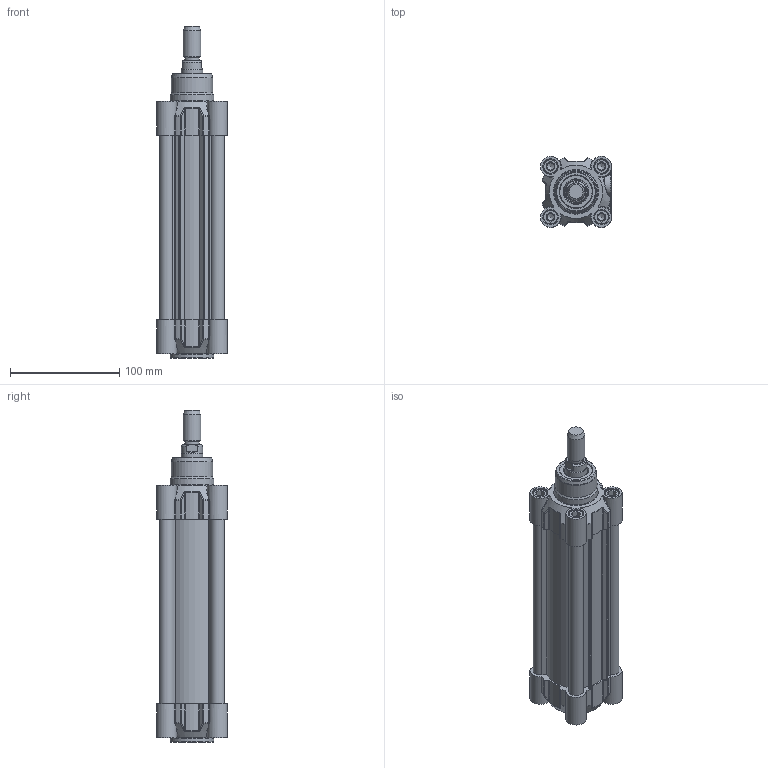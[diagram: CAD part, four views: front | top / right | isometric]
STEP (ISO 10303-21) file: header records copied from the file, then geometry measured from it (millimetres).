
FILE_DESCRIPTION((''),'2;1');
FILE_NAME('HDM050.125.GS.M.stp','2013-12-20T16:30:03',('carlo.corazza'),(''),'Autodesk Inventor 2012','Autodesk Inventor 2012','');
FILE_SCHEMA(('AUTOMOTIVE_DESIGN { 1 0 10303 214 1 1 1 1 }'));
Length unit declared in the file: millimetre
Products named in the file (5): HDM050..GS.M; TP; TA; CORPO-125; STELO-125
Assembly tree (4 placements, depth 2):
  HDM050..GS.M
    TP
    TA
    CORPO-125
    STELO-125
Bounding box: 64.99 x 64.97 x 304 mm (x, y, z)
Volume: 403309.7 mm3; surface area: 184340.2 mm2
Topology: 6 solids, 25 shells, 995 faces, 2295 edges, 1423 vertices
Faces by surface type: plane 366, cylinder 196, bspline 183, torus 100, cone 98, sphere 46, revolution 6
Full cylindrical faces by diameter (mm): 2.8 x2, 2.9 x2, 4.8 x2, 5.25 x2, 6.647 x8, 7.4 x4, 8 x8, 8.3 x10, 9 x2, 9.8 x4, 9.9 x2, 10 x4, 11.445 x2, 12 x1, 13 x8, 13.3 x8, 13.5 x1, 16 x1, 19.5 x1, 20 x1, 20.8 x1, 20.847 x1, 24 x1, 26 x2, 30 x3, 38 x1, 40 x2, 50 x1
Entity records: 31500 total; most frequent: CARTESIAN_POINT 9635, ORIENTED_EDGE 4056, DIRECTION 4051, EDGE_CURVE 2028, AXIS2_PLACEMENT_3D 1575, VERTEX_POINT 1374, EDGE_LOOP 1326, STYLED_ITEM 999
